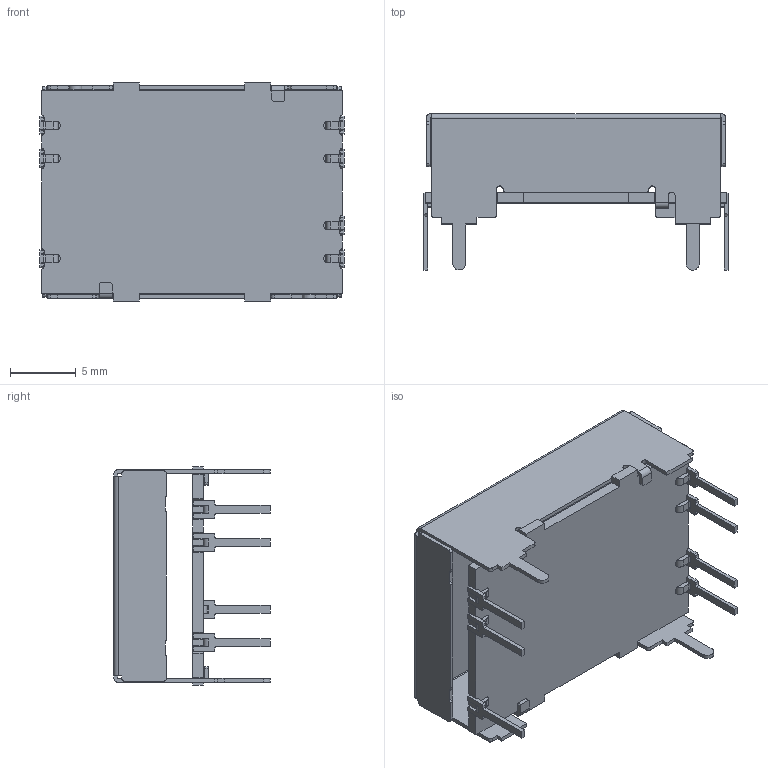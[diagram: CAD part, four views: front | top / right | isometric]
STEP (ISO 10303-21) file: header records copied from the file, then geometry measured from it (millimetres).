
FILE_DESCRIPTION(('OneSpaceDesigner STEP Export'),'2;1');
FILE_NAME('CC3F.stp','2009-10-07T10:20:02',(''),(''),'OneSpace Designer STEP processor for AP214 (Solid Model)','OneSpace Designer 14.00B 27-May-2006 (C) CoCreate Software GmbH','');
FILE_SCHEMA(('AUTOMOTIVE_DESIGN { 1 0 10303 214 1 1 1 1 }'));
Length unit declared in the file: millimetre
Products named in the file (1): PS3F
Bounding box: 23.16 x 11.9 x 16.6 mm (x, y, z)
Volume: 527.4 mm3; surface area: 2486.1 mm2
Topology: 1 solids, 1 shells, 442 faces, 1526 edges, 1010 vertices
Faces by surface type: plane 256, cylinder 186
Entity records: 16969 total; most frequent: CARTESIAN_POINT 3837, ORIENTED_EDGE 3052, DIRECTION 2527, EDGE_CURVE 1526, VERTEX_POINT 1010, VECTOR 957, LINE 957, AXIS2_PLACEMENT_3D 785
